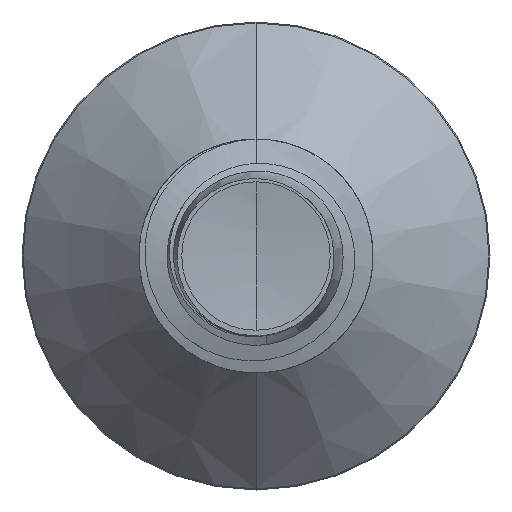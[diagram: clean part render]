
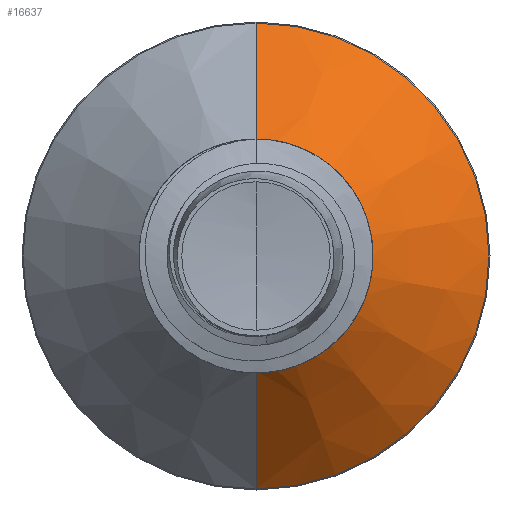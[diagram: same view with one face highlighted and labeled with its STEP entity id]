
A CAD part, front view. The second image highlights one B-rep face of the part: STEP entity #16637.
In plain terms, the highlighted conical face has half-angle 45 degrees and reference radius 1.08 mm.
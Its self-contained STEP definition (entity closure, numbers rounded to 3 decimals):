
#6 = DIRECTION ( 'NONE',  ( 0., 0., 1. ) ) ;
#17 = DIRECTION ( 'NONE',  ( 0., 1., 0. ) ) ;
#50 = CARTESIAN_POINT ( 'NONE',  ( 0., 9.64, 0. ) ) ;
#82 = CARTESIAN_POINT ( 'NONE',  ( 0., 8.53, 1.08 ) ) ;
#2753 = CARTESIAN_POINT ( 'NONE',  ( 0., 8.53, 1.08 ) ) ;
#2759 = LINE ( 'NONE', #2753, #9889 ) ;
#2946 = CARTESIAN_POINT ( 'NONE',  ( 0., 9.64, -2.19 ) ) ;
#3709 = VERTEX_POINT ( 'NONE', #2946 ) ;
#3727 = CARTESIAN_POINT ( 'NONE',  ( 0., 8.53, 0. ) ) ;
#5404 = VERTEX_POINT ( 'NONE', #82 ) ;
#6014 = AXIS2_PLACEMENT_3D ( 'NONE', #9308, #18833, #6727 ) ;
#6509 = DIRECTION ( 'NONE',  ( 0., 0., 1. ) ) ;
#6727 = DIRECTION ( 'NONE',  ( 0., 0., 1. ) ) ;
#6957 = CARTESIAN_POINT ( 'NONE',  ( 0., 8.53, -1.08 ) ) ;
#8906 = EDGE_CURVE ( 'NONE', #23355, #3709, #27024, .T. ) ;
#9308 = CARTESIAN_POINT ( 'NONE',  ( 0., 8.53, 0. ) ) ;
#9889 = VECTOR ( 'NONE', #18309, 1000. ) ;
#10022 = AXIS2_PLACEMENT_3D ( 'NONE', #3727, #21666, #6509 ) ;
#12036 = ORIENTED_EDGE ( 'NONE', *, *, #29878, .T. ) ;
#12307 = AXIS2_PLACEMENT_3D ( 'NONE', #50, #17, #6 ) ;
#16375 = VECTOR ( 'NONE', #18396, 1000. ) ;
#16637 = ADVANCED_FACE ( 'NONE', ( #33202 ), #32351, .T. ) ;
#17124 = LINE ( 'NONE', #28300, #16375 ) ;
#17868 = ORIENTED_EDGE ( 'NONE', *, *, #29079, .F. ) ;
#18309 = DIRECTION ( 'NONE',  ( 0., 0.707, 0.707 ) ) ;
#18396 = DIRECTION ( 'NONE',  ( 0., 0.707, -0.707 ) ) ;
#18833 = DIRECTION ( 'NONE',  ( 0., 1., 0. ) ) ;
#19058 = EDGE_CURVE ( 'NONE', #22877, #3709, #17124, .T. ) ;
#21666 = DIRECTION ( 'NONE',  ( 0., 1., 0. ) ) ;
#22860 = CARTESIAN_POINT ( 'NONE',  ( 0., 9.64, 2.19 ) ) ;
#22877 = VERTEX_POINT ( 'NONE', #6957 ) ;
#23355 = VERTEX_POINT ( 'NONE', #22860 ) ;
#24548 = ORIENTED_EDGE ( 'NONE', *, *, #8906, .F. ) ;
#26802 = CIRCLE ( 'NONE', #10022, 1.08 ) ;
#27024 = CIRCLE ( 'NONE', #12307, 2.19 ) ;
#27499 = EDGE_LOOP ( 'NONE', ( #12036, #31073, #24548, #17868 ) ) ;
#28300 = CARTESIAN_POINT ( 'NONE',  ( 0., 8.53, -1.08 ) ) ;
#29079 = EDGE_CURVE ( 'NONE', #5404, #23355, #2759, .T. ) ;
#29878 = EDGE_CURVE ( 'NONE', #5404, #22877, #26802, .T. ) ;
#31073 = ORIENTED_EDGE ( 'NONE', *, *, #19058, .T. ) ;
#32351 = CONICAL_SURFACE ( 'NONE', #6014, 1.08, 0.785 ) ;
#33202 = FACE_OUTER_BOUND ( 'NONE', #27499, .T. ) ;
